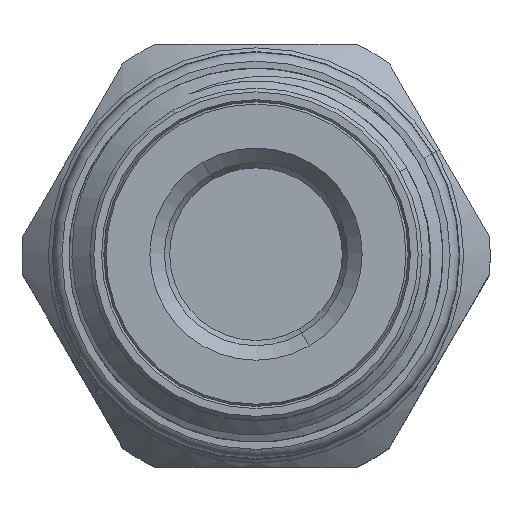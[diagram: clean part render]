
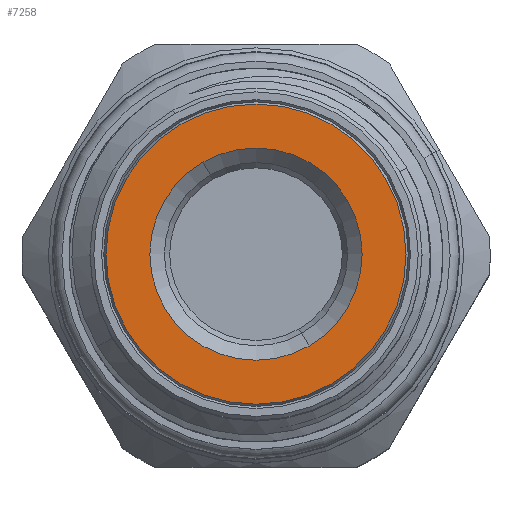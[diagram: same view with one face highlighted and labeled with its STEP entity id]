
A CAD part, top view. The second image highlights one B-rep face of the part: STEP entity #7258.
In plain terms, the highlighted planar face has unit normal (0, 0, 1).
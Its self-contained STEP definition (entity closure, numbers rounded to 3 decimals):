
#162 = DIRECTION ( 'NONE',  ( 0.5, -0.866, 0. ) ) ;
#578 = DIRECTION ( 'NONE',  ( 0., 0., 1. ) ) ;
#642 = EDGE_CURVE ( 'NONE', #3180, #6176, #2572, .T. ) ;
#780 = DIRECTION ( 'NONE',  ( 0., 0., 1. ) ) ;
#855 = EDGE_CURVE ( 'NONE', #6176, #3180, #4236, .T. ) ;
#1257 = EDGE_CURVE ( 'NONE', #2307, #5293, #1332, .T. ) ;
#1332 = CIRCLE ( 'NONE', #7245, 7.885 ) ;
#1512 = CIRCLE ( 'NONE', #1572, 7.885 ) ;
#1572 = AXIS2_PLACEMENT_3D ( 'NONE', #4680, #4107, #162 ) ;
#1629 = AXIS2_PLACEMENT_3D ( 'NONE', #5263, #3472, #4036 ) ;
#1687 = EDGE_LOOP ( 'NONE', ( #2894, #2753 ) ) ;
#2240 = CARTESIAN_POINT ( 'NONE',  ( 3.942, -6.828, 45.32 ) ) ;
#2292 = DIRECTION ( 'NONE',  ( 0., 0., 1. ) ) ;
#2307 = VERTEX_POINT ( 'NONE', #3592 ) ;
#2324 = AXIS2_PLACEMENT_3D ( 'NONE', #2785, #2292, #5101 ) ;
#2340 = DIRECTION ( 'NONE',  ( 0.5, -0.866, 0. ) ) ;
#2572 = CIRCLE ( 'NONE', #2324, 5.575 ) ;
#2753 = ORIENTED_EDGE ( 'NONE', *, *, #855, .F. ) ;
#2785 = CARTESIAN_POINT ( 'NONE',  ( 0., 0., 45.32 ) ) ;
#2845 = CARTESIAN_POINT ( 'NONE',  ( 0., 0., 45.32 ) ) ;
#2894 = ORIENTED_EDGE ( 'NONE', *, *, #642, .F. ) ;
#3076 = ORIENTED_EDGE ( 'NONE', *, *, #1257, .T. ) ;
#3180 = VERTEX_POINT ( 'NONE', #7286 ) ;
#3472 = DIRECTION ( 'NONE',  ( 0., 0., 1. ) ) ;
#3592 = CARTESIAN_POINT ( 'NONE',  ( -3.942, 6.828, 45.32 ) ) ;
#4036 = DIRECTION ( 'NONE',  ( 0.5, -0.866, 0. ) ) ;
#4107 = DIRECTION ( 'NONE',  ( 0., 0., 1. ) ) ;
#4199 = CARTESIAN_POINT ( 'NONE',  ( 0., 0., 45.32 ) ) ;
#4236 = CIRCLE ( 'NONE', #4618, 5.575 ) ;
#4483 = FACE_BOUND ( 'NONE', #1687, .T. ) ;
#4618 = AXIS2_PLACEMENT_3D ( 'NONE', #4199, #780, #4725 ) ;
#4680 = CARTESIAN_POINT ( 'NONE',  ( 0., 0., 45.32 ) ) ;
#4725 = DIRECTION ( 'NONE',  ( 0.5, -0.866, 0. ) ) ;
#5101 = DIRECTION ( 'NONE',  ( 0.5, -0.866, 0. ) ) ;
#5263 = CARTESIAN_POINT ( 'NONE',  ( 4.828, 2.788, 45.32 ) ) ;
#5293 = VERTEX_POINT ( 'NONE', #2240 ) ;
#5509 = CARTESIAN_POINT ( 'NONE',  ( -2.788, 4.828, 45.32 ) ) ;
#5577 = FACE_OUTER_BOUND ( 'NONE', #6884, .T. ) ;
#5596 = ORIENTED_EDGE ( 'NONE', *, *, #5790, .T. ) ;
#5790 = EDGE_CURVE ( 'NONE', #5293, #2307, #1512, .T. ) ;
#6176 = VERTEX_POINT ( 'NONE', #5509 ) ;
#6208 = PLANE ( 'NONE',  #1629 ) ;
#6884 = EDGE_LOOP ( 'NONE', ( #3076, #5596 ) ) ;
#7245 = AXIS2_PLACEMENT_3D ( 'NONE', #2845, #578, #2340 ) ;
#7258 = ADVANCED_FACE ( 'NONE', ( #4483, #5577 ), #6208, .T. ) ;
#7286 = CARTESIAN_POINT ( 'NONE',  ( 2.788, -4.828, 45.32 ) ) ;
